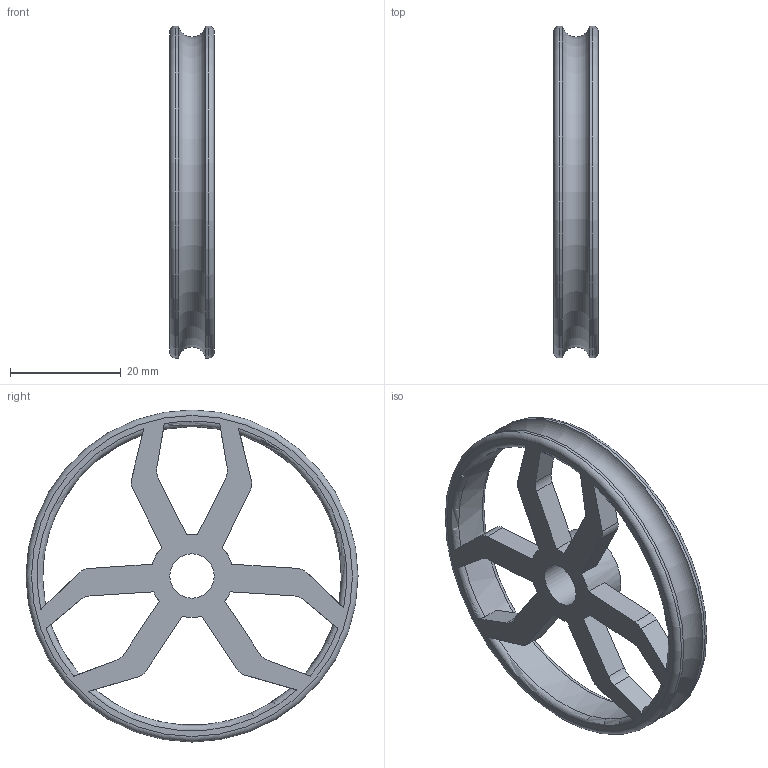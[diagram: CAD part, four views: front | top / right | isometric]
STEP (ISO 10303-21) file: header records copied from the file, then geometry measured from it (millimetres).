
FILE_DESCRIPTION(/* description */ (''),/* implementation_level */ '2;1');
FILE_NAME(/* name */ 'wheel test 2 v3.step',/* time_stamp */ '2023-12-08T20:28:24Z',/* author */ (''),/* organization */ (''),/* preprocessor_version */ 'ST-DEVELOPER v20',/* originating_system */ 'Autodesk Translation Framework v12.14.0.127',/* authorisation */ '');
FILE_SCHEMA (('AUTOMOTIVE_DESIGN { 1 0 10303 214 3 1 1 }'));
Length unit declared in the file: millimetre
Products named in the file (2): wheel test 2; Component1
Assembly tree (1 placements, depth 2):
  wheel test 2
    Component1
Bounding box: 8 x 60 x 60 mm (x, y, z)
Volume: 6050.5 mm3; surface area: 6705.7 mm2
Topology: 1 solids, 1 shells, 60 faces, 189 edges, 126 vertices
Faces by surface type: plane 33, cylinder 17, torus 10
Full cylindrical faces by diameter (mm): 8 x1, 15 x1, 54 x1, 60 x2
Entity records: 2294 total; most frequent: CARTESIAN_POINT 486, DIRECTION 379, ORIENTED_EDGE 378, EDGE_CURVE 189, AXIS2_PLACEMENT_3D 139, VERTEX_POINT 126, LINE 101, VECTOR 101
